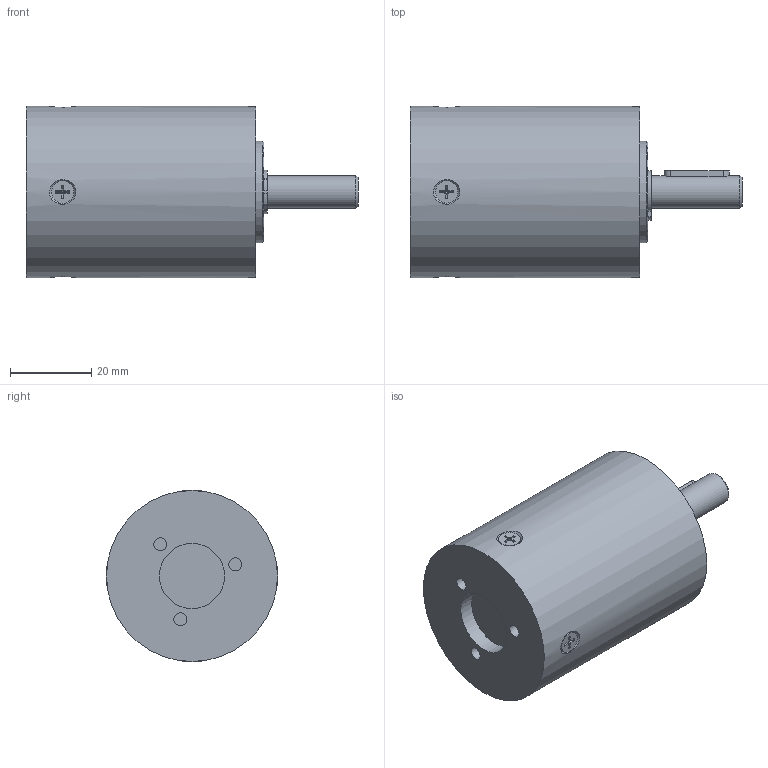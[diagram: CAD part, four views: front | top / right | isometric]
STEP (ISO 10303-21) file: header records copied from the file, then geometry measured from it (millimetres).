
FILE_DESCRIPTION(/* description */ (''),/* implementation_level */ '2;1');
FILE_NAME(/* name */ 'GP42-S2-XX-SRR.stp',/* time_stamp */ '2018-12-07T14:50:18+01:00',/* author */ ('naubert_a'),/* organization */ (''),/* preprocessor_version */ 'ST-DEVELOPER v17',/* originating_system */ 'Autodesk Inventor 2018',/* authorisation */ '');
FILE_SCHEMA (('CONFIG_CONTROL_DESIGN'));
Length unit declared in the file: millimetre
Products named in the file (1): D-00001658_Shrinkwrap_1
Bounding box: 81.5 x 42 x 42 mm (x, y, z)
Volume: 78947 mm3; surface area: 12146.7 mm2
Topology: 1 solids, 1 shells, 172 faces, 503 edges, 342 vertices
Faces by surface type: plane 63, cone 54, cylinder 37, torus 18
Full cylindrical faces by diameter (mm): 1.2 x2, 2.459 x5, 3.2 x4, 3.242 x4, 5.5 x4, 7.6 x1, 8 x2, 10.5 x1, 16 x1, 19 x1, 25 x1, 42 x1
Entity records: 6458 total; most frequent: CARTESIAN_POINT 1681, ORIENTED_EDGE 980, DIRECTION 953, EDGE_CURVE 490, AXIS2_PLACEMENT_3D 386, VERTEX_POINT 342, CIRCLE 213, EDGE_LOOP 200
